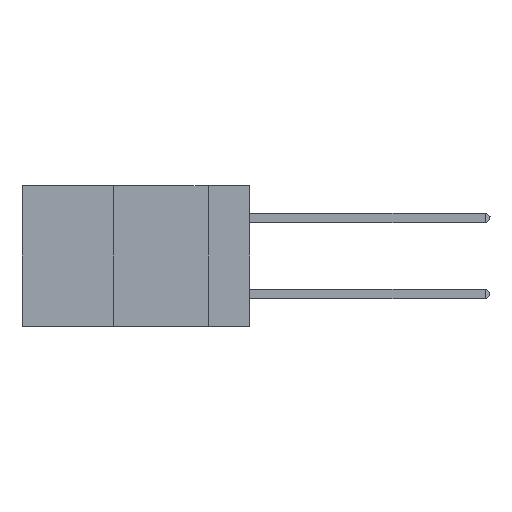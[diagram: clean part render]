
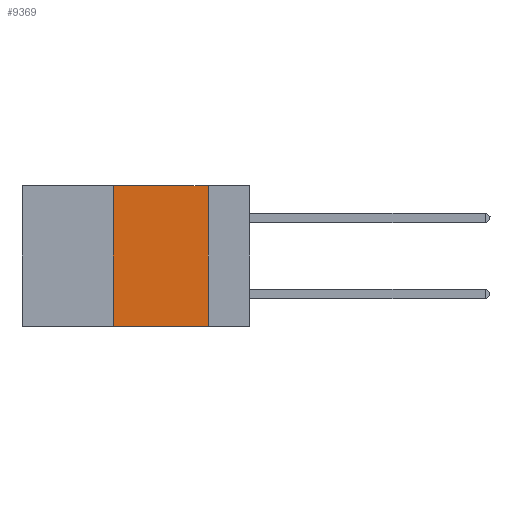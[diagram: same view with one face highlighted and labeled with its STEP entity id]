
A CAD part, left-side view. The second image highlights one B-rep face of the part: STEP entity #9369.
In plain terms, the highlighted planar face has unit normal (-1, 0, 0).
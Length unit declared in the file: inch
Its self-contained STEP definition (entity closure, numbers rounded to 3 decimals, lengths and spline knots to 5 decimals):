
#1168 = CARTESIAN_POINT ( 'NONE',  ( 0., 0.6, 0. ) ) ;
#1508 = LINE ( 'NONE', #8105, #11629 ) ;
#2748 = CARTESIAN_POINT ( 'NONE',  ( 0., 0.11, 0. ) ) ;
#3969 = CARTESIAN_POINT ( 'NONE',  ( 0., 0.11, 0. ) ) ;
#5166 = VERTEX_POINT ( 'NONE', #6207 ) ;
#5535 = LINE ( 'NONE', #3969, #20187 ) ;
#5815 = VECTOR ( 'NONE', #6870, 39.37008 ) ;
#6041 = EDGE_CURVE ( 'NONE', #5166, #13999, #9937, .T. ) ;
#6207 = CARTESIAN_POINT ( 'NONE',  ( 0., 0.36, -0.37 ) ) ;
#6284 = CARTESIAN_POINT ( 'NONE',  ( 0., 0.11, -0.37 ) ) ;
#6870 = DIRECTION ( 'NONE',  ( 0., 0., 1. ) ) ;
#8105 = CARTESIAN_POINT ( 'NONE',  ( 0., 0.6, -0.37 ) ) ;
#8480 = ORIENTED_EDGE ( 'NONE', *, *, #17243, .T. ) ;
#9104 = VERTEX_POINT ( 'NONE', #6284 ) ;
#9199 = DIRECTION ( 'NONE',  ( 1., 0., 0. ) ) ;
#9352 = DIRECTION ( 'NONE',  ( 0., -1., 0. ) ) ;
#9369 = ADVANCED_FACE ( 'NONE', ( #21212 ), #19075, .F. ) ;
#9937 = LINE ( 'NONE', #18795, #5815 ) ;
#11058 = LINE ( 'NONE', #1168, #20973 ) ;
#11616 = EDGE_CURVE ( 'NONE', #23677, #9104, #5535, .T. ) ;
#11629 = VECTOR ( 'NONE', #23966, 39.37008 ) ;
#11907 = ORIENTED_EDGE ( 'NONE', *, *, #11616, .F. ) ;
#12794 = EDGE_LOOP ( 'NONE', ( #11907, #23048, #13154, #8480 ) ) ;
#13154 = ORIENTED_EDGE ( 'NONE', *, *, #6041, .F. ) ;
#13999 = VERTEX_POINT ( 'NONE', #24601 ) ;
#17098 = CARTESIAN_POINT ( 'NONE',  ( 0., 0.6, 0. ) ) ;
#17243 = EDGE_CURVE ( 'NONE', #5166, #9104, #1508, .T. ) ;
#17654 = AXIS2_PLACEMENT_3D ( 'NONE', #17098, #9199, #23037 ) ;
#18795 = CARTESIAN_POINT ( 'NONE',  ( 0., 0.36, 0. ) ) ;
#19075 = PLANE ( 'NONE',  #17654 ) ;
#19129 = EDGE_CURVE ( 'NONE', #13999, #23677, #11058, .T. ) ;
#20187 = VECTOR ( 'NONE', #23923, 39.37008 ) ;
#20973 = VECTOR ( 'NONE', #9352, 39.37008 ) ;
#21212 = FACE_OUTER_BOUND ( 'NONE', #12794, .T. ) ;
#23037 = DIRECTION ( 'NONE',  ( 0., 0., -1. ) ) ;
#23048 = ORIENTED_EDGE ( 'NONE', *, *, #19129, .F. ) ;
#23677 = VERTEX_POINT ( 'NONE', #2748 ) ;
#23923 = DIRECTION ( 'NONE',  ( 0., 0., -1. ) ) ;
#23966 = DIRECTION ( 'NONE',  ( 0., -1., 0. ) ) ;
#24601 = CARTESIAN_POINT ( 'NONE',  ( 0., 0.36, 0. ) ) ;
